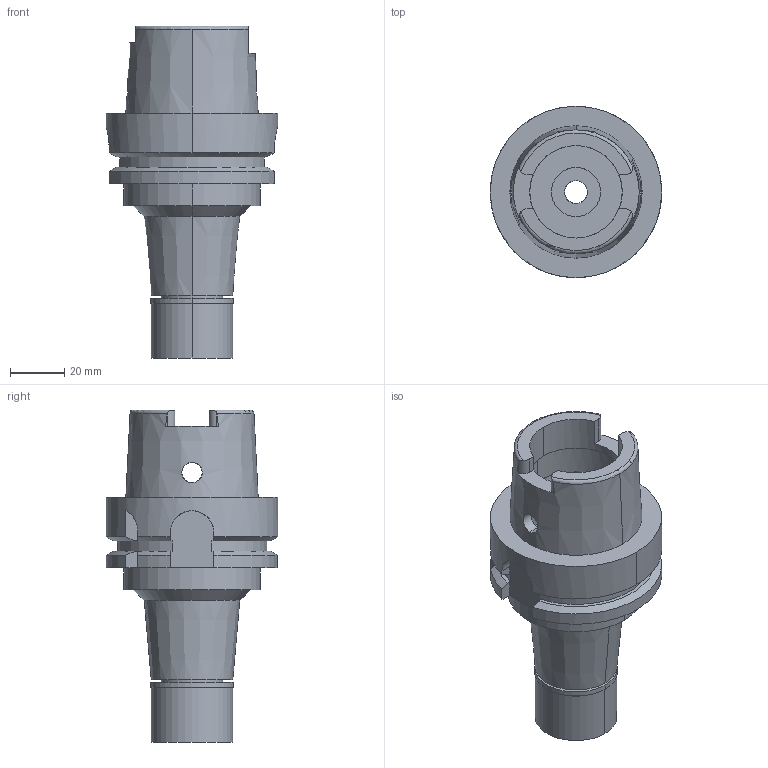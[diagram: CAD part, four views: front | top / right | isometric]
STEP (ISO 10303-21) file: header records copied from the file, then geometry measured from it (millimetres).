
FILE_DESCRIPTION (( 'STEP AP203' ), '1' );
FILE_NAME ('HSK-A63-MEGA8E-90.stp', '2019-07-02T20:06:06', ( '' ), ( '' ), 'SwSTEP 2.0', 'SolidWorks 2019', '' );
FILE_SCHEMA (( 'CONFIG_CONTROL_DESIGN' ));
Length unit declared in the file: millimetre
Products named in the file (7): MEN8_1.stp; DXF_TEMP_ASSY_ASM_4_ASM.stp; HSK-A63-MEGA8E-90-080-FreeParts; HSK-A63-MEGA8E-90-080.stp; HA63ME08090-080_ASM.stp; HSK-A63-MEGA8E-90; HSK-A63-MEGA8E-90_1.stp
Assembly tree (5 placements, depth 5):
  HSK-A63-MEGA8E-90-080-FreeParts
  HSK-A63-MEGA8E-90
    HSK-A63-MEGA8E-90-080.stp
      HA63ME08090-080_ASM.stp
        DXF_TEMP_ASSY_ASM_4_ASM.stp
          HSK-A63-MEGA8E-90_1.stp
          MEN8_1.stp
Bounding box: 63 x 63 x 122 mm (x, y, z)
Volume: 136252 mm3; surface area: 34166.8 mm2
Topology: 2 solids, 2 shells, 126 faces, 314 edges, 200 vertices
Faces by surface type: cylinder 54, plane 44, cone 24, torus 4
Entity records: 5594 total; most frequent: CARTESIAN_POINT 1845, DIRECTION 669, ORIENTED_EDGE 628, EDGE_CURVE 314, AXIS2_PLACEMENT_3D 267, VERTEX_POINT 200, EDGE_LOOP 142, LINE 135
